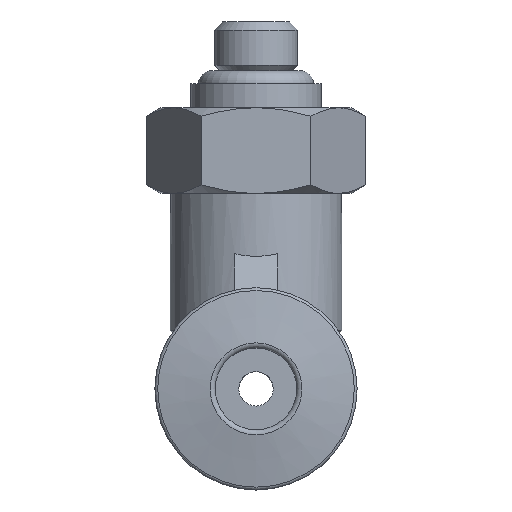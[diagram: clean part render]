
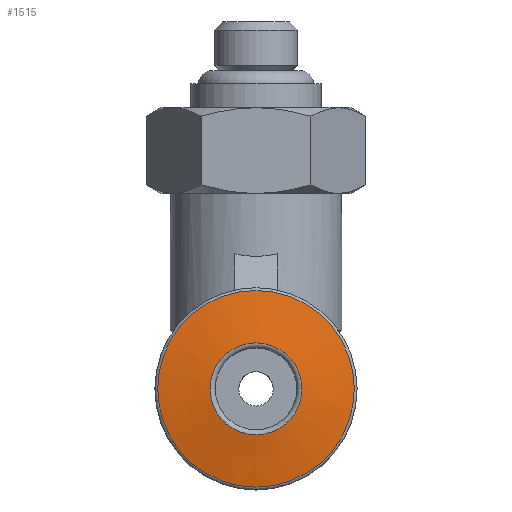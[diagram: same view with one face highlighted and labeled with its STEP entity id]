
A CAD part, left-side view. The second image highlights one B-rep face of the part: STEP entity #1515.
In plain terms, the highlighted conical face has half-angle 80 degrees and reference radius 2.681 mm.
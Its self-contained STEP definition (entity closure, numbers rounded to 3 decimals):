
#83=CONICAL_SURFACE('',#1629,2.681,1.396);
#342=ORIENTED_EDGE('',*,*,#511,.F.);
#343=ORIENTED_EDGE('',*,*,#512,.T.);
#511=EDGE_CURVE('',#607,#607,#667,.T.);
#512=EDGE_CURVE('',#608,#608,#668,.T.);
#607=VERTEX_POINT('',#2323);
#608=VERTEX_POINT('',#2325);
#667=CIRCLE('',#1630,5.735);
#668=CIRCLE('',#1631,2.681);
#745=EDGE_LOOP('',(#342));
#746=EDGE_LOOP('',(#343));
#863=FACE_BOUND('',#745,.T.);
#864=FACE_BOUND('',#746,.T.);
#1515=ADVANCED_FACE('',(#863,#864),#83,.T.);
#1629=AXIS2_PLACEMENT_3D('',#2321,#1865,#1866);
#1630=AXIS2_PLACEMENT_3D('',#2322,#1867,#1868);
#1631=AXIS2_PLACEMENT_3D('',#2324,#1869,#1870);
#1865=DIRECTION('',(1.,0.,0.));
#1866=DIRECTION('',(0.,0.,-1.));
#1867=DIRECTION('',(1.,0.,0.));
#1868=DIRECTION('',(0.,0.,-1.));
#1869=DIRECTION('',(1.,0.,0.));
#1870=DIRECTION('',(0.,0.,-1.));
#2321=CARTESIAN_POINT('',(-19.2,0.,0.));
#2322=CARTESIAN_POINT('',(-18.662,0.,0.));
#2323=CARTESIAN_POINT('',(-18.662,0.,-5.735));
#2324=CARTESIAN_POINT('',(-19.2,0.,0.));
#2325=CARTESIAN_POINT('',(-19.2,0.,-2.681));
